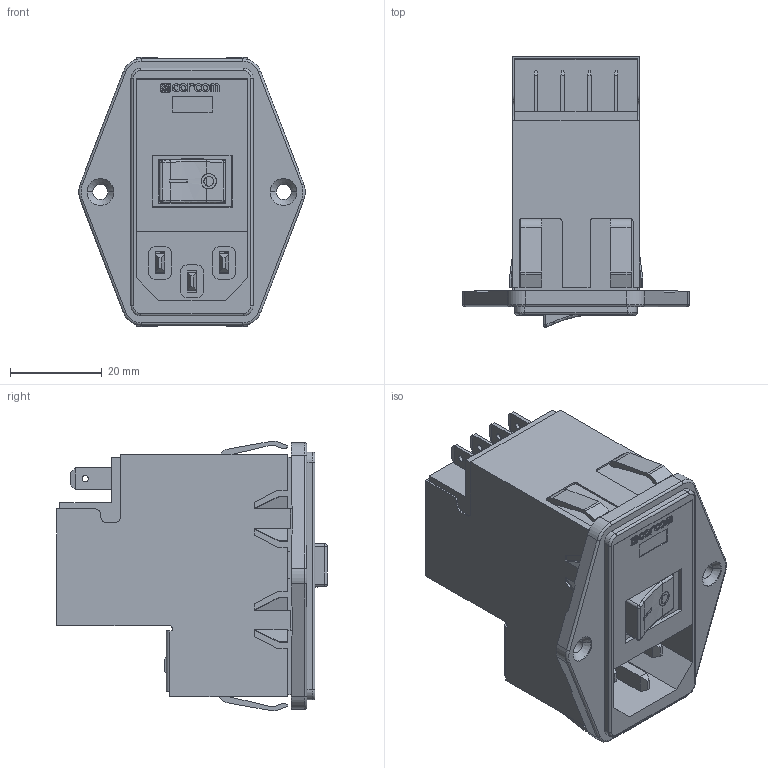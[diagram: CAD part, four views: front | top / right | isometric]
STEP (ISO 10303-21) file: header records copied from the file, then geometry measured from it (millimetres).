
FILE_DESCRIPTION((''),'2;1');
FILE_NAME('C-2-6609104-9','2009-04-04T',('workeradm'),('Tyco Electronics Corporation'),'PRO/ENGINEER BY PARAMETRIC TECHNOLOGY CORPORATION, 2007390','PRO/ENGINEER BY PARAMETRIC TECHNOLOGY CORPORATION, 2007390','');
FILE_SCHEMA(('AUTOMOTIVE_DESIGN { 1 0 10303 214 1 1 1 1 }'));
Length unit declared in the file: millimetre
Products named in the file (1): C-2-6609104-9
Bounding box: 49.45 x 59.11 x 58.93 mm (x, y, z)
Volume: 23633.7 mm3; surface area: 45292.8 mm2
Topology: 14 solids, 14 shells, 985 faces, 2729 edges, 1770 vertices
Faces by surface type: plane 738, cylinder 221, torus 10, sphere 6, bspline 6, cone 4
Entity records: 31634 total; most frequent: CARTESIAN_POINT 5943, ORIENTED_EDGE 5446, DIRECTION 5116, EDGE_CURVE 2723, VECTOR 2206, LINE 2206, VERTEX_POINT 1770, AXIS2_PLACEMENT_3D 1455
